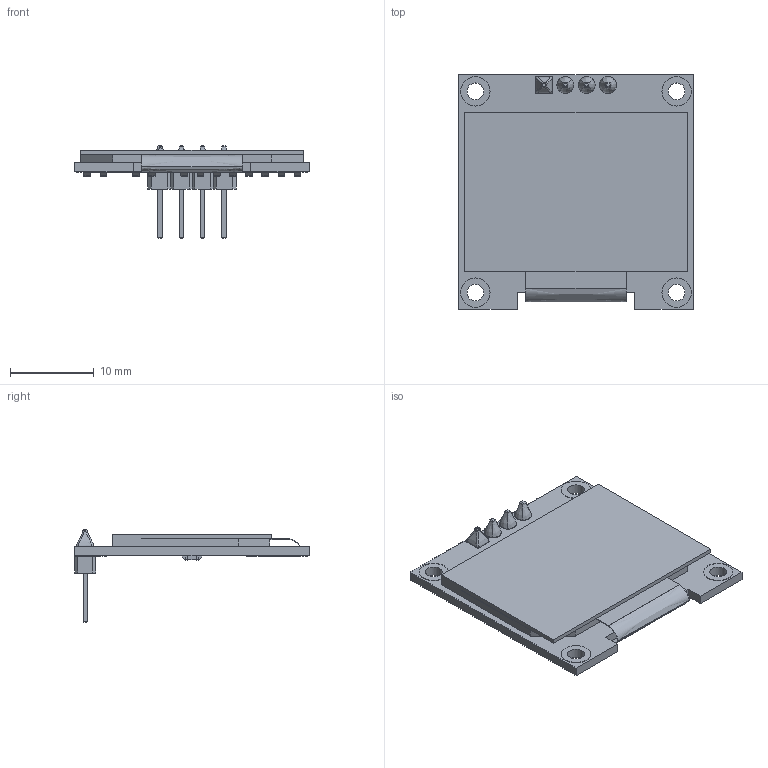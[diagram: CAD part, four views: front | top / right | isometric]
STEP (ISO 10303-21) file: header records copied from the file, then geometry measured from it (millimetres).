
FILE_DESCRIPTION(/* description */ (''),/* implementation_level */ '2;1');
FILE_NAME(/* name */ '0.96 OLED v3.step',/* time_stamp */ '2019-10-16T14:11:47+02:00',/* author */ (''),/* organization */ (''),/* preprocessor_version */ 'ST-DEVELOPER v18',/* originating_system */ 'Autodesk Translation Framework v8.6.0.1094',/* authorisation */ '');
FILE_SCHEMA (('AUTOMOTIVE_DESIGN { 1 0 10303 214 3 1 1 }'));
Length unit declared in the file: millimetre
Products named in the file (1): 0.96" OLED
Bounding box: 28 x 28 x 11 mm (x, y, z)
Volume: 1586.2 mm3; surface area: 4058 mm2
Topology: 2 solids, 2 shells, 864 faces, 2261 edges, 1472 vertices
Faces by surface type: plane 697, cylinder 94, bspline 73
Full cylindrical faces by diameter (mm): 0.8 x4, 2 x10, 3.5 x8
Entity records: 28028 total; most frequent: CARTESIAN_POINT 6597, ORIENTED_EDGE 4522, DIRECTION 3798, EDGE_CURVE 2261, LINE 1910, VECTOR 1910, VERTEX_POINT 1472, EDGE_LOOP 953
